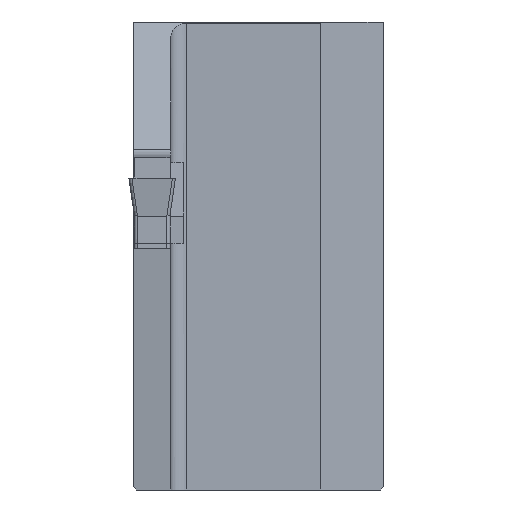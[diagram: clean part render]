
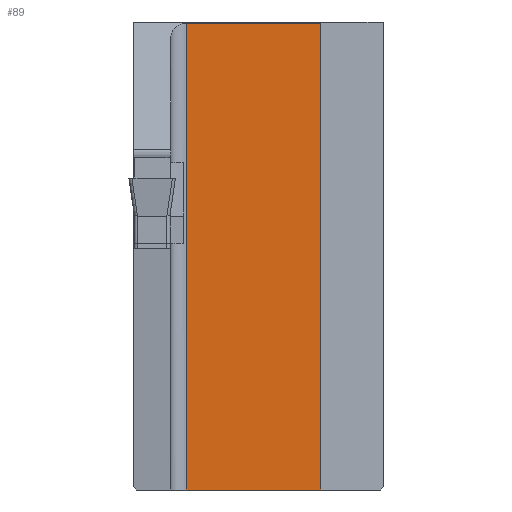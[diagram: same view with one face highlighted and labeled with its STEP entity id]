
A CAD part, left-side view. The second image highlights one B-rep face of the part: STEP entity #89.
In plain terms, the highlighted planar face has unit normal (-1, 0, 0).
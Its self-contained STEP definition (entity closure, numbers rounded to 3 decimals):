
#89=ADVANCED_FACE('',(#236),#168,.T.);
#168=PLANE('',#1448);
#236=FACE_OUTER_BOUND('',#315,.T.);
#315=EDGE_LOOP('',(#769,#770,#771,#772));
#427=LINE('',#2030,#588);
#433=LINE('',#2041,#594);
#434=LINE('',#2044,#595);
#435=LINE('',#2045,#596);
#588=VECTOR('',#1611,1.);
#594=VECTOR('',#1625,1.);
#595=VECTOR('',#1626,1.);
#596=VECTOR('',#1627,1.);
#769=ORIENTED_EDGE('',*,*,#1278,.T.);
#770=ORIENTED_EDGE('',*,*,#1279,.T.);
#771=ORIENTED_EDGE('',*,*,#1271,.T.);
#772=ORIENTED_EDGE('',*,*,#1280,.T.);
#1147=VERTEX_POINT('',#2029);
#1148=VERTEX_POINT('',#2031);
#1149=VERTEX_POINT('',#2042);
#1150=VERTEX_POINT('',#2043);
#1271=EDGE_CURVE('',#1148,#1147,#427,.T.);
#1278=EDGE_CURVE('',#1149,#1150,#433,.T.);
#1279=EDGE_CURVE('',#1150,#1148,#434,.T.);
#1280=EDGE_CURVE('',#1147,#1149,#435,.T.);
#1448=AXIS2_PLACEMENT_3D('',#2046,#1628,#1629);
#1611=DIRECTION('',(0.,-1.,0.));
#1625=DIRECTION('',(0.,1.,0.));
#1626=DIRECTION('',(0.,0.,-1.));
#1627=DIRECTION('',(0.,0.,1.));
#1628=DIRECTION('',(-1.,0.,0.));
#1629=DIRECTION('',(0.,0.,1.));
#2029=CARTESIAN_POINT('',(16.,-12.,-20.));
#2030=CARTESIAN_POINT('',(16.,-22.343,-20.));
#2031=CARTESIAN_POINT('',(16.,-3.393,-20.));
#2041=CARTESIAN_POINT('',(16.,-15.043,9.901));
#2042=CARTESIAN_POINT('',(16.,-12.,9.901));
#2043=CARTESIAN_POINT('',(16.,-3.393,9.901));
#2044=CARTESIAN_POINT('',(16.,-3.393,10.));
#2045=CARTESIAN_POINT('',(16.,-12.,-22.));
#2046=CARTESIAN_POINT('',(16.,-22.343,10.));
